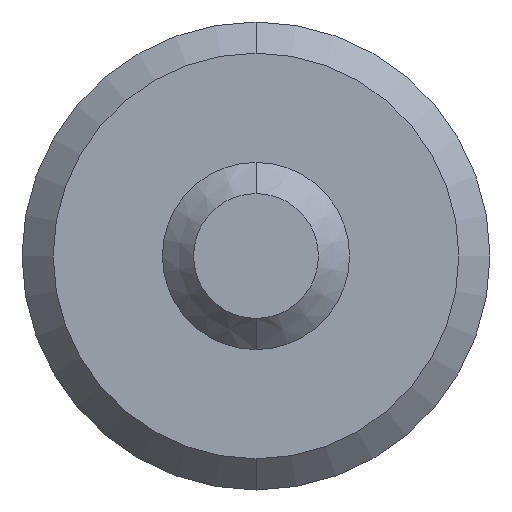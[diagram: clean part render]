
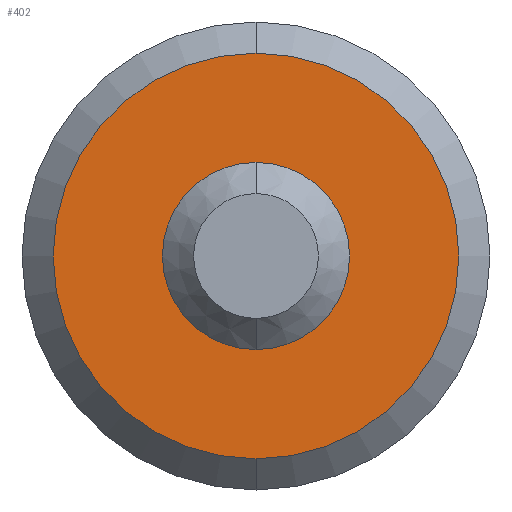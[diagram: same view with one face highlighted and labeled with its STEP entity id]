
A CAD part, front view. The second image highlights one B-rep face of the part: STEP entity #402.
In plain terms, the highlighted planar face has unit normal (0, -1, 0).
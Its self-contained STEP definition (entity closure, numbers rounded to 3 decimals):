
#30 = EDGE_CURVE ( 'NONE', #189, #628, #82, .T. ) ;
#33 = EDGE_LOOP ( 'NONE', ( #124, #858 ) ) ;
#62 = DIRECTION ( 'NONE',  ( 0., 0., -1. ) ) ;
#66 = CARTESIAN_POINT ( 'NONE',  ( 0., 1.8, 0.65 ) ) ;
#82 = CIRCLE ( 'NONE', #623, 0.65 ) ;
#124 = ORIENTED_EDGE ( 'NONE', *, *, #608, .F. ) ;
#138 = CIRCLE ( 'NONE', #219, 0.65 ) ;
#189 = VERTEX_POINT ( 'NONE', #759 ) ;
#219 = AXIS2_PLACEMENT_3D ( 'NONE', #341, #278, #610 ) ;
#262 = AXIS2_PLACEMENT_3D ( 'NONE', #264, #895, #814 ) ;
#264 = CARTESIAN_POINT ( 'NONE',  ( 0., 1.8, 0. ) ) ;
#278 = DIRECTION ( 'NONE',  ( 0., -1., 0. ) ) ;
#311 = EDGE_LOOP ( 'NONE', ( #392, #656 ) ) ;
#321 = CIRCLE ( 'NONE', #649, 0.3 ) ;
#341 = CARTESIAN_POINT ( 'NONE',  ( 0., 1.8, 0. ) ) ;
#392 = ORIENTED_EDGE ( 'NONE', *, *, #701, .T. ) ;
#402 = ADVANCED_FACE ( 'NONE', ( #416, #611 ), #478, .T. ) ;
#414 = DIRECTION ( 'NONE',  ( 0., 0., -1. ) ) ;
#416 = FACE_OUTER_BOUND ( 'NONE', #311, .T. ) ;
#476 = CARTESIAN_POINT ( 'NONE',  ( 0., 1.8, 0.3 ) ) ;
#478 = PLANE ( 'NONE',  #730 ) ;
#480 = DIRECTION ( 'NONE',  ( 0., -1., 0. ) ) ;
#608 = EDGE_CURVE ( 'NONE', #728, #652, #321, .T. ) ;
#610 = DIRECTION ( 'NONE',  ( 0., 0., -1. ) ) ;
#611 = FACE_BOUND ( 'NONE', #33, .T. ) ;
#617 = DIRECTION ( 'NONE',  ( 0., -1., 0. ) ) ;
#623 = AXIS2_PLACEMENT_3D ( 'NONE', #706, #833, #828 ) ;
#628 = VERTEX_POINT ( 'NONE', #66 ) ;
#649 = AXIS2_PLACEMENT_3D ( 'NONE', #806, #480, #414 ) ;
#652 = VERTEX_POINT ( 'NONE', #476 ) ;
#656 = ORIENTED_EDGE ( 'NONE', *, *, #30, .T. ) ;
#691 = CARTESIAN_POINT ( 'NONE',  ( 0., 1.8, 0. ) ) ;
#701 = EDGE_CURVE ( 'NONE', #628, #189, #138, .T. ) ;
#706 = CARTESIAN_POINT ( 'NONE',  ( 0., 1.8, 0. ) ) ;
#726 = EDGE_CURVE ( 'NONE', #652, #728, #839, .T. ) ;
#728 = VERTEX_POINT ( 'NONE', #825 ) ;
#730 = AXIS2_PLACEMENT_3D ( 'NONE', #691, #617, #62 ) ;
#759 = CARTESIAN_POINT ( 'NONE',  ( 0., 1.8, -0.65 ) ) ;
#806 = CARTESIAN_POINT ( 'NONE',  ( 0., 1.8, 0. ) ) ;
#814 = DIRECTION ( 'NONE',  ( 0., 0., -1. ) ) ;
#825 = CARTESIAN_POINT ( 'NONE',  ( 0., 1.8, -0.3 ) ) ;
#828 = DIRECTION ( 'NONE',  ( 0., 0., -1. ) ) ;
#833 = DIRECTION ( 'NONE',  ( 0., -1., 0. ) ) ;
#839 = CIRCLE ( 'NONE', #262, 0.3 ) ;
#858 = ORIENTED_EDGE ( 'NONE', *, *, #726, .F. ) ;
#895 = DIRECTION ( 'NONE',  ( 0., -1., 0. ) ) ;
